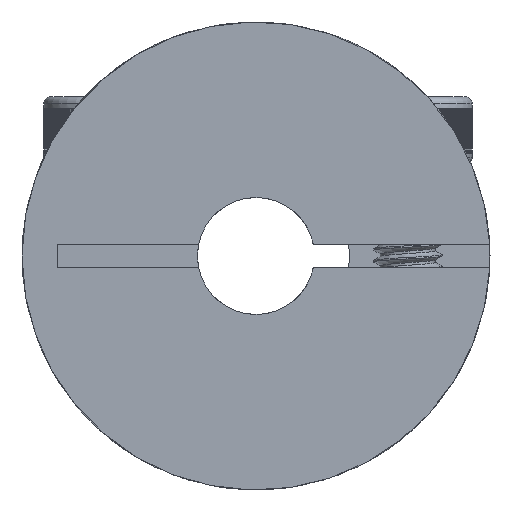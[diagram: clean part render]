
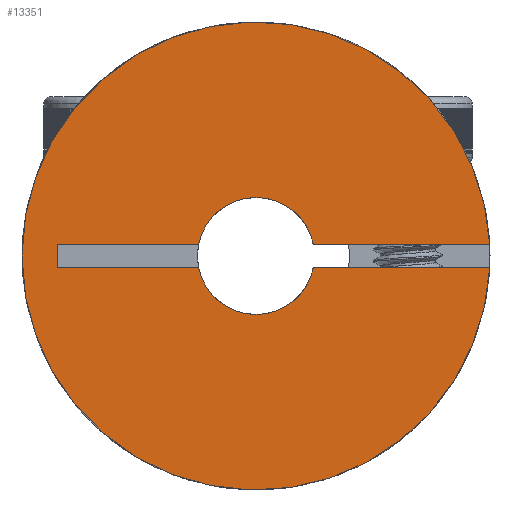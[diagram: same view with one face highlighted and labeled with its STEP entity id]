
A CAD part, front view. The second image highlights one B-rep face of the part: STEP entity #13351.
In plain terms, the highlighted planar face has unit normal (0, -1, 0).
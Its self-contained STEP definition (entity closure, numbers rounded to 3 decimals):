
#191=PLANE('',#14222);
#854=FACE_OUTER_BOUND('',#1652,.T.);
#1652=EDGE_LOOP('',(#9572,#9573,#9574,#9575,#9576,#9577,#9578,#9579));
#2512=CIRCLE('',#14212,10.);
#2513=CIRCLE('',#14214,2.5);
#2515=CIRCLE('',#14216,2.5);
#3276=LINE('',#22749,#4533);
#3285=LINE('',#22782,#4542);
#3290=LINE('',#22792,#4547);
#3291=LINE('',#22795,#4548);
#3293=LINE('',#22798,#4550);
#4533=VECTOR('',#15502,10.);
#4542=VECTOR('',#15541,10.);
#4547=VECTOR('',#15550,10.);
#4548=VECTOR('',#15553,10.);
#4550=VECTOR('',#15557,10.);
#5891=VERTEX_POINT('',#22746);
#5892=VERTEX_POINT('',#22748);
#5896=VERTEX_POINT('',#22766);
#5897=VERTEX_POINT('',#22770);
#5898=VERTEX_POINT('',#22772);
#5901=VERTEX_POINT('',#22778);
#5904=VERTEX_POINT('',#22790);
#5905=VERTEX_POINT('',#22794);
#7296=EDGE_CURVE('',#5892,#5891,#3276,.T.);
#7305=EDGE_CURVE('',#5896,#5892,#2512,.T.);
#7308=EDGE_CURVE('',#5898,#5897,#2513,.T.);
#7312=EDGE_CURVE('',#5891,#5901,#2515,.T.);
#7313=EDGE_CURVE('',#5897,#5896,#3285,.T.);
#7318=EDGE_CURVE('',#5901,#5904,#3290,.T.);
#7319=EDGE_CURVE('',#5905,#5898,#3291,.T.);
#7321=EDGE_CURVE('',#5904,#5905,#3293,.T.);
#9572=ORIENTED_EDGE('',*,*,#7319,.T.);
#9573=ORIENTED_EDGE('',*,*,#7308,.T.);
#9574=ORIENTED_EDGE('',*,*,#7313,.T.);
#9575=ORIENTED_EDGE('',*,*,#7305,.T.);
#9576=ORIENTED_EDGE('',*,*,#7296,.T.);
#9577=ORIENTED_EDGE('',*,*,#7312,.T.);
#9578=ORIENTED_EDGE('',*,*,#7318,.T.);
#9579=ORIENTED_EDGE('',*,*,#7321,.T.);
#13351=ADVANCED_FACE('',(#854),#191,.T.);
#14212=AXIS2_PLACEMENT_3D('',#22767,#15525,#15526);
#14214=AXIS2_PLACEMENT_3D('',#22773,#15531,#15532);
#14216=AXIS2_PLACEMENT_3D('',#22780,#15537,#15538);
#14222=AXIS2_PLACEMENT_3D('',#22799,#15558,#15559);
#15502=DIRECTION('',(-1.,0.,0.));
#15525=DIRECTION('center_axis',(0.,-1.,0.));
#15526=DIRECTION('ref_axis',(1.,0.,0.));
#15531=DIRECTION('center_axis',(0.,1.,0.));
#15532=DIRECTION('ref_axis',(0.,0.,-1.));
#15537=DIRECTION('center_axis',(0.,1.,0.));
#15538=DIRECTION('ref_axis',(0.,0.,-1.));
#15541=DIRECTION('',(1.,0.,0.));
#15550=DIRECTION('',(-1.,0.,0.));
#15553=DIRECTION('',(1.,0.,0.));
#15557=DIRECTION('',(0.,0.,1.));
#15558=DIRECTION('center_axis',(0.,-1.,0.));
#15559=DIRECTION('ref_axis',(-1.,0.,0.));
#22746=CARTESIAN_POINT('',(2.449,0.,-0.5));
#22748=CARTESIAN_POINT('',(9.987,0.,-0.5));
#22749=CARTESIAN_POINT('',(1.25,0.,-0.5));
#22766=CARTESIAN_POINT('',(9.987,0.,0.5));
#22767=CARTESIAN_POINT('Origin',(0.,0.,0.));
#22770=CARTESIAN_POINT('',(2.449,0.,0.5));
#22772=CARTESIAN_POINT('',(-2.449,0.,0.5));
#22773=CARTESIAN_POINT('Origin',(0.,0.,0.));
#22778=CARTESIAN_POINT('',(-2.449,0.,-0.5));
#22780=CARTESIAN_POINT('Origin',(0.,0.,0.));
#22782=CARTESIAN_POINT('',(1.25,0.,0.5));
#22790=CARTESIAN_POINT('',(-8.5,0.,-0.5));
#22792=CARTESIAN_POINT('',(1.25,0.,-0.5));
#22794=CARTESIAN_POINT('',(-8.5,0.,0.5));
#22795=CARTESIAN_POINT('',(1.25,0.,0.5));
#22798=CARTESIAN_POINT('',(-8.5,0.,0.));
#22799=CARTESIAN_POINT('Origin',(0.,0.,0.));
